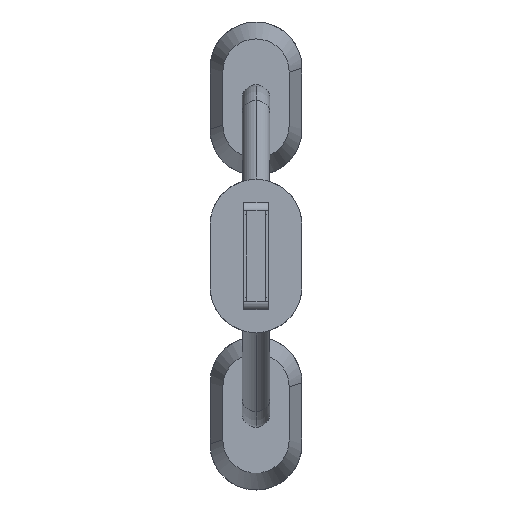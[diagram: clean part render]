
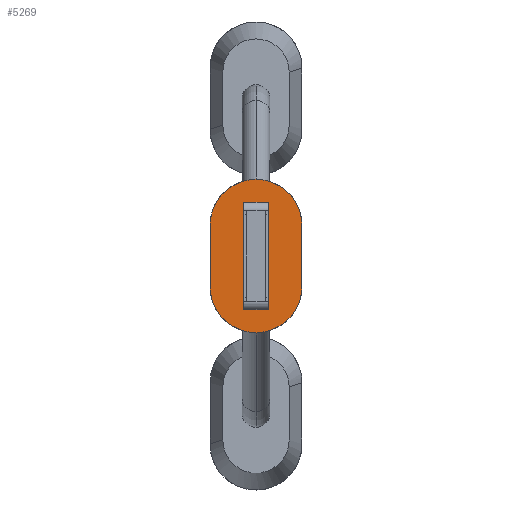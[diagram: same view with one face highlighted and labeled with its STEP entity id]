
A CAD part, left-side view. The second image highlights one B-rep face of the part: STEP entity #5269.
In plain terms, the highlighted face is planar.
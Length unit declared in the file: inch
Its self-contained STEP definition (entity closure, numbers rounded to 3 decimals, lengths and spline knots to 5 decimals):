
#16 = VERTEX_POINT ( 'NONE', #258 ) ;
#249 = ORIENTED_EDGE ( 'NONE', *, *, #1918, .T. ) ;
#258 = CARTESIAN_POINT ( 'NONE',  ( -0.074, 0.111, 0.315 ) ) ;
#286 = LINE ( 'NONE', #367, #1476 ) ;
#331 = CIRCLE ( 'NONE', #696, 0.111 ) ;
#367 = CARTESIAN_POINT ( 'NONE',  ( -0.13, -0.029, 0.315 ) ) ;
#501 = EDGE_CURVE ( 'NONE', #6688, #16, #1189, .T. ) ;
#510 = VECTOR ( 'NONE', #542, 39.37008 ) ;
#542 = DIRECTION ( 'NONE',  ( 0., 1., 0. ) ) ;
#569 = CARTESIAN_POINT ( 'NONE',  ( -0.13, 0.029, 0.315 ) ) ;
#696 = AXIS2_PLACEMENT_3D ( 'NONE', #2277, #4536, #5055 ) ;
#954 = ORIENTED_EDGE ( 'NONE', *, *, #2558, .F. ) ;
#1164 = DIRECTION ( 'NONE',  ( 0., 0., 1. ) ) ;
#1189 = LINE ( 'NONE', #5746, #4597 ) ;
#1236 = CARTESIAN_POINT ( 'NONE',  ( 0.13, 0.029, 0.315 ) ) ;
#1240 = EDGE_LOOP ( 'NONE', ( #954, #6340, #4579, #3845 ) ) ;
#1307 = VERTEX_POINT ( 'NONE', #3906 ) ;
#1476 = VECTOR ( 'NONE', #3114, 39.37008 ) ;
#1522 = EDGE_CURVE ( 'NONE', #2402, #4584, #3006, .T. ) ;
#1688 = ORIENTED_EDGE ( 'NONE', *, *, #3741, .T. ) ;
#1788 = CARTESIAN_POINT ( 'NONE',  ( -0.13, 0.029, 0.315 ) ) ;
#1808 = CARTESIAN_POINT ( 'NONE',  ( 0.074, 0.111, 0.315 ) ) ;
#1876 = ORIENTED_EDGE ( 'NONE', *, *, #1522, .T. ) ;
#1878 = CARTESIAN_POINT ( 'NONE',  ( 0.074, 0., 0.315 ) ) ;
#1918 = EDGE_CURVE ( 'NONE', #4906, #6688, #3590, .T. ) ;
#2101 = EDGE_CURVE ( 'NONE', #3565, #2992, #3804, .T. ) ;
#2277 = CARTESIAN_POINT ( 'NONE',  ( -0.074, 0., 0.315 ) ) ;
#2303 = CARTESIAN_POINT ( 'NONE',  ( -0.074, 0., 0.315 ) ) ;
#2402 = VERTEX_POINT ( 'NONE', #5508 ) ;
#2558 = EDGE_CURVE ( 'NONE', #1307, #5713, #286, .T. ) ;
#2781 = EDGE_CURVE ( 'NONE', #4584, #4906, #4772, .T. ) ;
#2992 = VERTEX_POINT ( 'NONE', #6959 ) ;
#2993 = DIRECTION ( 'NONE',  ( 1., 0., 0. ) ) ;
#3006 = CIRCLE ( 'NONE', #3809, 0.111 ) ;
#3011 = AXIS2_PLACEMENT_3D ( 'NONE', #1878, #4895, #2993 ) ;
#3114 = DIRECTION ( 'NONE',  ( 1., 0., 0. ) ) ;
#3123 = VECTOR ( 'NONE', #5284, 39.37008 ) ;
#3565 = VERTEX_POINT ( 'NONE', #1236 ) ;
#3590 = CIRCLE ( 'NONE', #3011, 0.111 ) ;
#3660 = CARTESIAN_POINT ( 'NONE',  ( -0.074, 0., 0.315 ) ) ;
#3741 = EDGE_CURVE ( 'NONE', #16, #2402, #331, .T. ) ;
#3804 = LINE ( 'NONE', #1788, #4851 ) ;
#3809 = AXIS2_PLACEMENT_3D ( 'NONE', #2303, #1164, #6167 ) ;
#3845 = ORIENTED_EDGE ( 'NONE', *, *, #5938, .F. ) ;
#3906 = CARTESIAN_POINT ( 'NONE',  ( -0.13, -0.029, 0.315 ) ) ;
#3929 = LINE ( 'NONE', #6157, #510 ) ;
#3991 = DIRECTION ( 'NONE',  ( 0., -1., 0. ) ) ;
#4154 = ORIENTED_EDGE ( 'NONE', *, *, #2781, .T. ) ;
#4175 = FACE_BOUND ( 'NONE', #1240, .T. ) ;
#4407 = CARTESIAN_POINT ( 'NONE',  ( 0.074, -0.111, 0.315 ) ) ;
#4425 = AXIS2_PLACEMENT_3D ( 'NONE', #3660, #6470, #4682 ) ;
#4536 = DIRECTION ( 'NONE',  ( 0., 0., 1. ) ) ;
#4537 = CARTESIAN_POINT ( 'NONE',  ( -0.074, -0.111, 0.315 ) ) ;
#4579 = ORIENTED_EDGE ( 'NONE', *, *, #2101, .F. ) ;
#4584 = VERTEX_POINT ( 'NONE', #4537 ) ;
#4597 = VECTOR ( 'NONE', #5132, 39.37008 ) ;
#4682 = DIRECTION ( 'NONE',  ( 1., 0., 0. ) ) ;
#4772 = LINE ( 'NONE', #7005, #3123 ) ;
#4851 = VECTOR ( 'NONE', #6803, 39.37008 ) ;
#4895 = DIRECTION ( 'NONE',  ( 0., 0., 1. ) ) ;
#4906 = VERTEX_POINT ( 'NONE', #4407 ) ;
#5055 = DIRECTION ( 'NONE',  ( 1., 0., 0. ) ) ;
#5132 = DIRECTION ( 'NONE',  ( -1., 0., 0. ) ) ;
#5269 = ADVANCED_FACE ( 'NONE', ( #5346, #4175 ), #6996, .T. ) ;
#5284 = DIRECTION ( 'NONE',  ( 1., 0., 0. ) ) ;
#5346 = FACE_OUTER_BOUND ( 'NONE', #5530, .T. ) ;
#5508 = CARTESIAN_POINT ( 'NONE',  ( -0.185, 0., 0.315 ) ) ;
#5530 = EDGE_LOOP ( 'NONE', ( #1688, #1876, #4154, #249, #6275 ) ) ;
#5713 = VERTEX_POINT ( 'NONE', #6350 ) ;
#5746 = CARTESIAN_POINT ( 'NONE',  ( -0.074, 0.111, 0.315 ) ) ;
#5938 = EDGE_CURVE ( 'NONE', #5713, #3565, #3929, .T. ) ;
#6108 = LINE ( 'NONE', #569, #6951 ) ;
#6157 = CARTESIAN_POINT ( 'NONE',  ( 0.13, 0.029, 0.315 ) ) ;
#6162 = EDGE_CURVE ( 'NONE', #2992, #1307, #6108, .T. ) ;
#6167 = DIRECTION ( 'NONE',  ( 1., 0., 0. ) ) ;
#6275 = ORIENTED_EDGE ( 'NONE', *, *, #501, .T. ) ;
#6340 = ORIENTED_EDGE ( 'NONE', *, *, #6162, .F. ) ;
#6350 = CARTESIAN_POINT ( 'NONE',  ( 0.13, -0.029, 0.315 ) ) ;
#6470 = DIRECTION ( 'NONE',  ( 0., 0., 1. ) ) ;
#6688 = VERTEX_POINT ( 'NONE', #1808 ) ;
#6803 = DIRECTION ( 'NONE',  ( -1., 0., 0. ) ) ;
#6951 = VECTOR ( 'NONE', #3991, 39.37008 ) ;
#6959 = CARTESIAN_POINT ( 'NONE',  ( -0.13, 0.029, 0.315 ) ) ;
#6996 = PLANE ( 'NONE',  #4425 ) ;
#7005 = CARTESIAN_POINT ( 'NONE',  ( -0.074, -0.111, 0.315 ) ) ;
